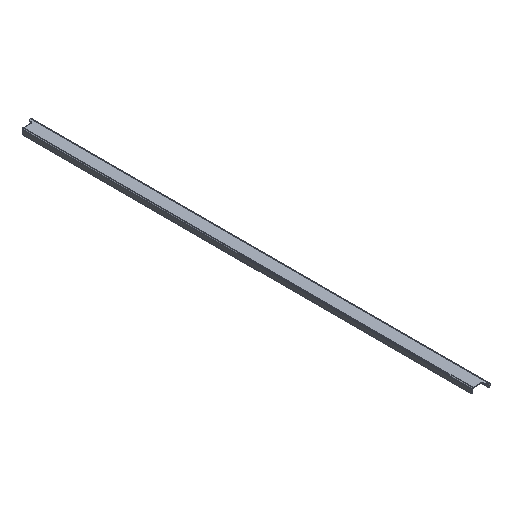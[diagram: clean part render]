
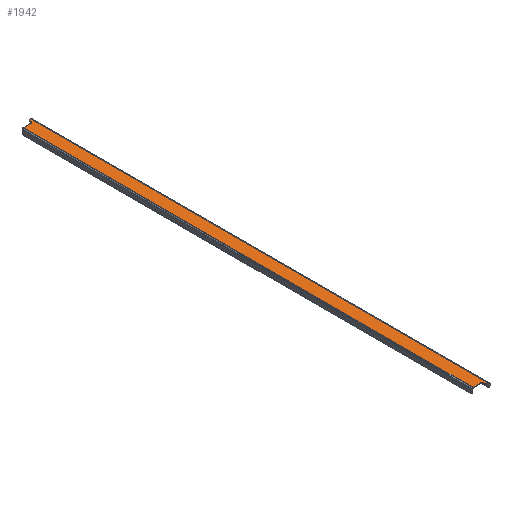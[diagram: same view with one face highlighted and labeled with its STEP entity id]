
A CAD part, isometric view. The second image highlights one B-rep face of the part: STEP entity #1942.
In plain terms, the highlighted planar face has unit normal (0, 0, 1).
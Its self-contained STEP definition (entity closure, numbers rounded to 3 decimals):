
#35 = VECTOR ( 'NONE', #274, 1000. ) ;
#40 = CIRCLE ( 'NONE', #396, 6. ) ;
#41 = VERTEX_POINT ( 'NONE', #597 ) ;
#46 = VERTEX_POINT ( 'NONE', #1643 ) ;
#114 = DIRECTION ( 'NONE',  ( 0., 1., 0. ) ) ;
#125 = ORIENTED_EDGE ( 'NONE', *, *, #1885, .F. ) ;
#177 = DIRECTION ( 'NONE',  ( 0., -1., 0. ) ) ;
#179 = PLANE ( 'NONE',  #614 ) ;
#180 = EDGE_CURVE ( 'NONE', #46, #1723, #585, .T. ) ;
#192 = CARTESIAN_POINT ( 'NONE',  ( 12.4, -840.5, 0. ) ) ;
#215 = DIRECTION ( 'NONE',  ( 0., 0., 1. ) ) ;
#216 = ORIENTED_EDGE ( 'NONE', *, *, #531, .T. ) ;
#239 = VERTEX_POINT ( 'NONE', #1790 ) ;
#240 = DIRECTION ( 'NONE',  ( 1., 0., 0. ) ) ;
#267 = DIRECTION ( 'NONE',  ( 1., 0., 0. ) ) ;
#273 = VERTEX_POINT ( 'NONE', #324 ) ;
#274 = DIRECTION ( 'NONE',  ( -1., 0., 0. ) ) ;
#314 = ORIENTED_EDGE ( 'NONE', *, *, #685, .T. ) ;
#315 = DIRECTION ( 'NONE',  ( 0., 1., 0. ) ) ;
#319 = LINE ( 'NONE', #941, #323 ) ;
#323 = VECTOR ( 'NONE', #114, 1000. ) ;
#324 = CARTESIAN_POINT ( 'NONE',  ( -21.6, -825.5, 0. ) ) ;
#326 = VERTEX_POINT ( 'NONE', #948 ) ;
#333 = ORIENTED_EDGE ( 'NONE', *, *, #1817, .F. ) ;
#349 = ORIENTED_EDGE ( 'NONE', *, *, #1378, .T. ) ;
#372 = ORIENTED_EDGE ( 'NONE', *, *, #634, .F. ) ;
#389 = ORIENTED_EDGE ( 'NONE', *, *, #1577, .T. ) ;
#396 = AXIS2_PLACEMENT_3D ( 'NONE', #529, #215, #1309 ) ;
#428 = ORIENTED_EDGE ( 'NONE', *, *, #1519, .T. ) ;
#441 = CARTESIAN_POINT ( 'NONE',  ( -25.6, -825.5, 0. ) ) ;
#488 = VECTOR ( 'NONE', #828, 1000. ) ;
#491 = AXIS2_PLACEMENT_3D ( 'NONE', #800, #511, #1090 ) ;
#497 = VERTEX_POINT ( 'NONE', #1010 ) ;
#505 = DIRECTION ( 'NONE',  ( 0., 0., -1. ) ) ;
#511 = DIRECTION ( 'NONE',  ( 0., 0., -1. ) ) ;
#520 = EDGE_LOOP ( 'NONE', ( #372, #428, #1155, #216, #314, #389, #125, #1376, #1336, #349, #333, #909 ) ) ;
#527 = LINE ( 'NONE', #1144, #1959 ) ;
#529 = CARTESIAN_POINT ( 'NONE',  ( 18.4, 834.5, 0. ) ) ;
#531 = EDGE_CURVE ( 'NONE', #1723, #629, #527, .T. ) ;
#585 = LINE ( 'NONE', #899, #772 ) ;
#595 = CARTESIAN_POINT ( 'NONE',  ( 21.6, -840.5, 0. ) ) ;
#597 = CARTESIAN_POINT ( 'NONE',  ( -21.6, 825.5, 0. ) ) ;
#614 = AXIS2_PLACEMENT_3D ( 'NONE', #1591, #1421, #1263 ) ;
#629 = VERTEX_POINT ( 'NONE', #1086 ) ;
#634 = EDGE_CURVE ( 'NONE', #1330, #497, #1246, .T. ) ;
#636 = DIRECTION ( 'NONE',  ( 1., 0., 0. ) ) ;
#685 = EDGE_CURVE ( 'NONE', #629, #763, #1011, .T. ) ;
#695 = DIRECTION ( 'NONE',  ( 0., 0., 1. ) ) ;
#763 = VERTEX_POINT ( 'NONE', #1595 ) ;
#772 = VECTOR ( 'NONE', #267, 1000. ) ;
#789 = CARTESIAN_POINT ( 'NONE',  ( -25.6, 825.5, 0. ) ) ;
#800 = CARTESIAN_POINT ( 'NONE',  ( 6.4, 831.5, 0. ) ) ;
#811 = AXIS2_PLACEMENT_3D ( 'NONE', #1878, #505, #636 ) ;
#828 = DIRECTION ( 'NONE',  ( -1., 0., 0. ) ) ;
#885 = VERTEX_POINT ( 'NONE', #1807 ) ;
#899 = CARTESIAN_POINT ( 'NONE',  ( 25.6, -840.5, 0. ) ) ;
#903 = CIRCLE ( 'NONE', #811, 6. ) ;
#909 = ORIENTED_EDGE ( 'NONE', *, *, #1914, .T. ) ;
#911 = CIRCLE ( 'NONE', #1510, 6. ) ;
#941 = CARTESIAN_POINT ( 'NONE',  ( 12.4, 840.5, 0. ) ) ;
#948 = CARTESIAN_POINT ( 'NONE',  ( 12.4, 831.5, 0. ) ) ;
#1010 = CARTESIAN_POINT ( 'NONE',  ( 12.4, -831.5, 0. ) ) ;
#1011 = LINE ( 'NONE', #1125, #488 ) ;
#1034 = VECTOR ( 'NONE', #177, 1000. ) ;
#1086 = CARTESIAN_POINT ( 'NONE',  ( 21.6, 840.5, 0. ) ) ;
#1090 = DIRECTION ( 'NONE',  ( 1., 0., 0. ) ) ;
#1125 = CARTESIAN_POINT ( 'NONE',  ( 25.6, 840.5, 0. ) ) ;
#1144 = CARTESIAN_POINT ( 'NONE',  ( 21.6, -840.5, 0. ) ) ;
#1155 = ORIENTED_EDGE ( 'NONE', *, *, #180, .T. ) ;
#1246 = LINE ( 'NONE', #192, #1775 ) ;
#1249 = DIRECTION ( 'NONE',  ( 1., 0., 0. ) ) ;
#1263 = DIRECTION ( 'NONE',  ( 1., 0., 0. ) ) ;
#1290 = FACE_OUTER_BOUND ( 'NONE', #520, .T. ) ;
#1309 = DIRECTION ( 'NONE',  ( 1., 0., 0. ) ) ;
#1330 = VERTEX_POINT ( 'NONE', #1345 ) ;
#1336 = ORIENTED_EDGE ( 'NONE', *, *, #1475, .F. ) ;
#1345 = CARTESIAN_POINT ( 'NONE',  ( 12.4, -834.5, 0. ) ) ;
#1376 = ORIENTED_EDGE ( 'NONE', *, *, #1408, .T. ) ;
#1378 = EDGE_CURVE ( 'NONE', #41, #273, #1734, .T. ) ;
#1408 = EDGE_CURVE ( 'NONE', #326, #885, #1454, .T. ) ;
#1421 = DIRECTION ( 'NONE',  ( 0., 0., 1. ) ) ;
#1454 = CIRCLE ( 'NONE', #491, 6. ) ;
#1475 = EDGE_CURVE ( 'NONE', #41, #885, #1853, .T. ) ;
#1510 = AXIS2_PLACEMENT_3D ( 'NONE', #1927, #695, #240 ) ;
#1519 = EDGE_CURVE ( 'NONE', #1330, #46, #911, .T. ) ;
#1556 = CARTESIAN_POINT ( 'NONE',  ( -21.6, 840.5, 0. ) ) ;
#1577 = EDGE_CURVE ( 'NONE', #763, #1662, #40, .T. ) ;
#1591 = CARTESIAN_POINT ( 'NONE',  ( 0., 0., 0. ) ) ;
#1595 = CARTESIAN_POINT ( 'NONE',  ( 18.4, 840.5, 0. ) ) ;
#1643 = CARTESIAN_POINT ( 'NONE',  ( 18.4, -840.5, 0. ) ) ;
#1656 = LINE ( 'NONE', #441, #35 ) ;
#1662 = VERTEX_POINT ( 'NONE', #1820 ) ;
#1723 = VERTEX_POINT ( 'NONE', #595 ) ;
#1734 = LINE ( 'NONE', #1556, #1034 ) ;
#1760 = DIRECTION ( 'NONE',  ( 0., 1., 0. ) ) ;
#1775 = VECTOR ( 'NONE', #315, 1000. ) ;
#1790 = CARTESIAN_POINT ( 'NONE',  ( 6.4, -825.5, 0. ) ) ;
#1807 = CARTESIAN_POINT ( 'NONE',  ( 6.4, 825.5, 0. ) ) ;
#1817 = EDGE_CURVE ( 'NONE', #239, #273, #1656, .T. ) ;
#1820 = CARTESIAN_POINT ( 'NONE',  ( 12.4, 834.5, 0. ) ) ;
#1853 = LINE ( 'NONE', #789, #1876 ) ;
#1876 = VECTOR ( 'NONE', #1249, 1000. ) ;
#1878 = CARTESIAN_POINT ( 'NONE',  ( 6.4, -831.5, 0. ) ) ;
#1885 = EDGE_CURVE ( 'NONE', #326, #1662, #319, .T. ) ;
#1914 = EDGE_CURVE ( 'NONE', #239, #497, #903, .T. ) ;
#1927 = CARTESIAN_POINT ( 'NONE',  ( 18.4, -834.5, 0. ) ) ;
#1942 = ADVANCED_FACE ( 'NONE', ( #1290 ), #179, .T. ) ;
#1959 = VECTOR ( 'NONE', #1760, 1000. ) ;
